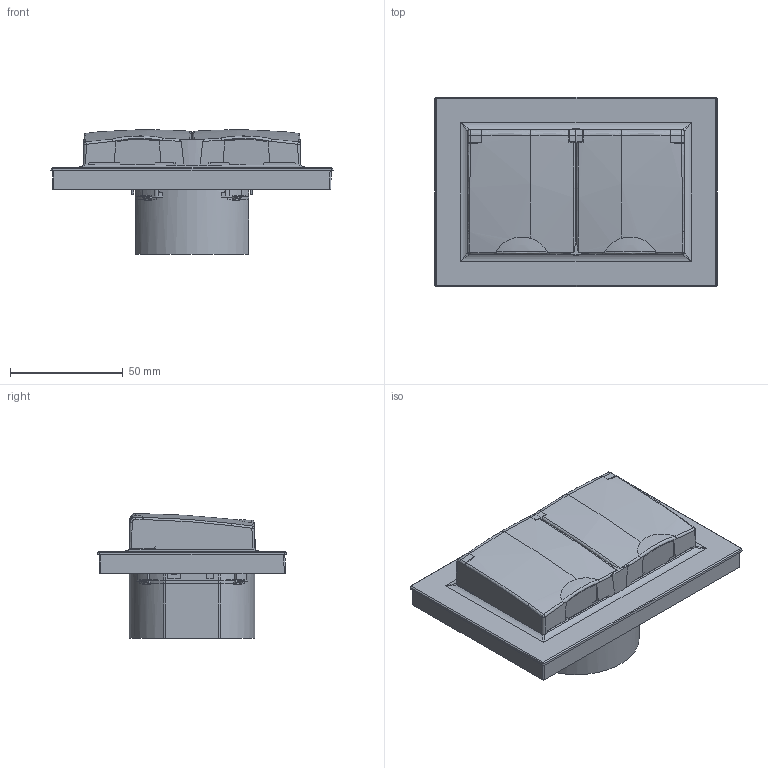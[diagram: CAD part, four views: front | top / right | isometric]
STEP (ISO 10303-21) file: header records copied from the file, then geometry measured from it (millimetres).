
FILE_DESCRIPTION (( 'STEP AP214' ), '1' );
FILE_NAME ('BRITE Ðîç. 2-ÿ ñ êð. 16À â ñá IP44 ÐÑáø12-3.STEP', '2025-04-02T10:12:48', ( '' ), ( '' ), 'SwSTEP 2.0', 'SolidWorks 2022', '' );
FILE_SCHEMA (( 'AUTOMOTIVE_DESIGN' ));
Length unit declared in the file: millimetre
Products named in the file (1): BRITE Роз. 2-я с кр. 16А в сб IP44 РСбш12-3
Bounding box: 125.1 x 84.1 x 55.44 mm (x, y, z)
Volume: 244287.7 mm3; surface area: 44248.2 mm2
Topology: 1 solids, 18 shells, 825 faces, 2260 edges, 1459 vertices
Faces by surface type: plane 391, bspline 180, cylinder 166, cone 56, torus 28, sphere 4
Entity records: 32762 total; most frequent: CARTESIAN_POINT 14223, ORIENTED_EDGE 4476, DIRECTION 3028, EDGE_CURVE 2238, VERTEX_POINT 1450, AXIS2_PLACEMENT_3D 1044, VECTOR 940, LINE 940
